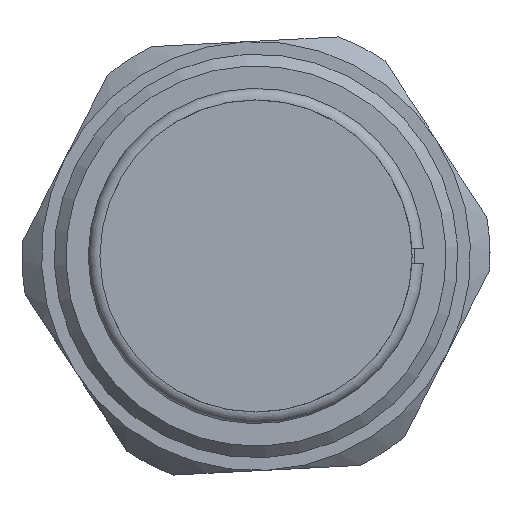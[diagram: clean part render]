
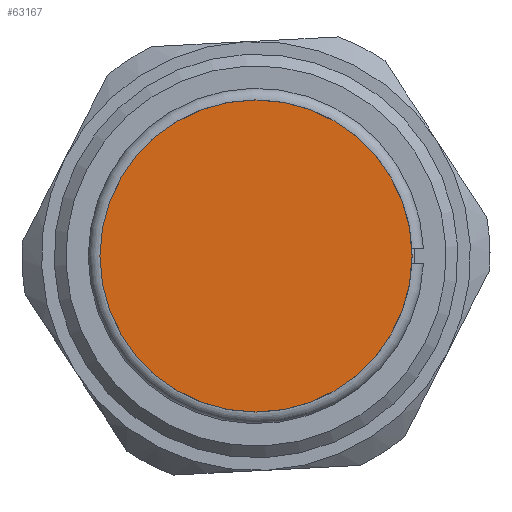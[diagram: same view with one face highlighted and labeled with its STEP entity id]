
A CAD part, left-side view. The second image highlights one B-rep face of the part: STEP entity #63167.
In plain terms, the highlighted planar face has unit normal (-1, 0, 0).
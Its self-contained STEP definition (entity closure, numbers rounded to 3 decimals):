
#63151=CARTESIAN_POINT('',(0.,3.525,0.0));
#63152=DIRECTION('',(-1.0,0.0,0.0));
#63153=DIRECTION('',(0.0,0.0,1.0));
#63154=AXIS2_PLACEMENT_3D('',#63151,#63152,#63153);
#63155=PLANE('',#63154);
#63156=CARTESIAN_POINT('',(0.,4.0,0.0));
#63157=VERTEX_POINT('',#63156);
#63158=CARTESIAN_POINT('',(0.0,0.0,0.0));
#63159=DIRECTION('',(1.0,0.0,0.0));
#63160=DIRECTION('',(0.0,1.0,0.0));
#63161=AXIS2_PLACEMENT_3D('',#63158,#63159,#63160);
#63162=CIRCLE('',#63161,4.0);
#63163=EDGE_CURVE('',#63157,#63157,#63162,.T.);
#63164=ORIENTED_EDGE('',*,*,#63163,.F.);
#63165=EDGE_LOOP('',(#63164));
#63166=FACE_OUTER_BOUND('',#63165,.T.);
#63167=ADVANCED_FACE('',(#63166),#63155,.T.);
